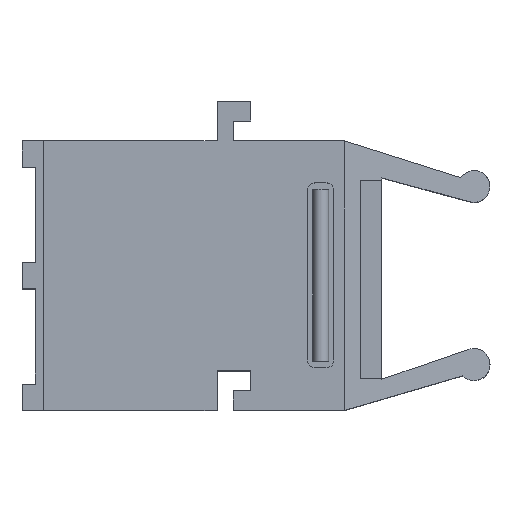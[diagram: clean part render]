
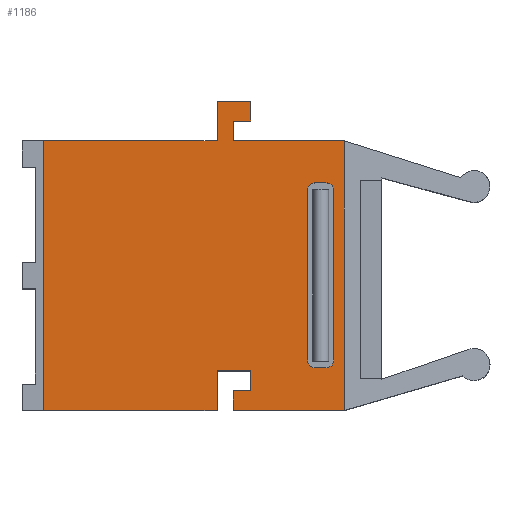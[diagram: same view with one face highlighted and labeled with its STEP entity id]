
A CAD part, top view. The second image highlights one B-rep face of the part: STEP entity #1186.
In plain terms, the highlighted planar face has unit normal (0, 0, 1).
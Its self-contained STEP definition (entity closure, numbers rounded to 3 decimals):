
#13=DIRECTION('',(0.,0.,1.));
#27=VECTOR('',#28,1.);
#28=DIRECTION('',(0.,1.,0.));
#34=VECTOR('',#35,1.);
#35=DIRECTION('',(1.,0.,0.));
#65=VECTOR('',#66,1.);
#66=DIRECTION('',(0.,-1.,0.));
#119=VECTOR('',#120,1.);
#120=DIRECTION('',(-1.,0.,0.));
#393=VERTEX_POINT('',#394);
#394=CARTESIAN_POINT('',(4.58,1.29,7.5));
#396=ORIENTED_EDGE('',*,*,#397,.T.);
#397=EDGE_CURVE('',#393,#398,#400,.T.);
#398=VERTEX_POINT('',#399);
#399=CARTESIAN_POINT('',(-2.,1.29,7.5));
#400=LINE('',#401,#119);
#401=CARTESIAN_POINT('',(1.29,1.29,7.5));
#425=VERTEX_POINT('',#426);
#426=CARTESIAN_POINT('',(4.58,2.79,7.5));
#428=ORIENTED_EDGE('',*,*,#429,.T.);
#429=EDGE_CURVE('',#425,#393,#430,.T.);
#430=LINE('',#431,#65);
#431=CARTESIAN_POINT('',(4.58,-3.105,7.5));
#456=VERTEX_POINT('',#457);
#457=CARTESIAN_POINT('',(5.85,2.79,7.5));
#459=ORIENTED_EDGE('',*,*,#460,.T.);
#460=EDGE_CURVE('',#456,#425,#461,.T.);
#461=LINE('',#462,#119);
#462=CARTESIAN_POINT('',(1.925,2.79,7.5));
#487=VERTEX_POINT('',#488);
#488=CARTESIAN_POINT('',(5.85,2.04,7.5));
#490=ORIENTED_EDGE('',*,*,#491,.T.);
#491=EDGE_CURVE('',#487,#456,#492,.T.);
#492=LINE('',#493,#27);
#493=CARTESIAN_POINT('',(5.85,-3.48,7.5));
#518=VERTEX_POINT('',#519);
#519=CARTESIAN_POINT('',(5.19,2.04,7.5));
#521=ORIENTED_EDGE('',*,*,#522,.T.);
#522=EDGE_CURVE('',#518,#487,#523,.T.);
#523=LINE('',#524,#34);
#524=CARTESIAN_POINT('',(1.595,2.04,7.5));
#549=VERTEX_POINT('',#550);
#550=CARTESIAN_POINT('',(5.19,1.29,7.5));
#552=ORIENTED_EDGE('',*,*,#553,.T.);
#553=EDGE_CURVE('',#549,#518,#554,.T.);
#554=LINE('',#555,#27);
#555=CARTESIAN_POINT('',(5.19,-3.855,7.5));
#580=VERTEX_POINT('',#581);
#581=CARTESIAN_POINT('',(9.4,1.29,7.5));
#583=ORIENTED_EDGE('',*,*,#584,.T.);
#584=EDGE_CURVE('',#580,#549,#585,.T.);
#585=LINE('',#586,#119);
#586=CARTESIAN_POINT('',(3.7,1.29,7.5));
#719=VERTEX_POINT('',#720);
#720=CARTESIAN_POINT('',(9.4,-8.91,7.5));
#791=VERTEX_POINT('',#792);
#792=CARTESIAN_POINT('',(5.19,-8.91,7.5));
#794=ORIENTED_EDGE('',*,*,#795,.T.);
#795=EDGE_CURVE('',#791,#719,#796,.T.);
#796=LINE('',#797,#34);
#797=CARTESIAN_POINT('',(1.595,-8.91,7.5));
#813=VERTEX_POINT('',#814);
#814=CARTESIAN_POINT('',(-2.,-8.91,7.5));
#819=ORIENTED_EDGE('',*,*,#820,.T.);
#820=EDGE_CURVE('',#813,#821,#823,.T.);
#821=VERTEX_POINT('',#822);
#822=CARTESIAN_POINT('',(4.58,-8.91,7.5));
#823=LINE('',#824,#34);
#824=CARTESIAN_POINT('',(-2.4,-8.91,7.5));
#836=VERTEX_POINT('',#837);
#837=CARTESIAN_POINT('',(5.19,-8.16,7.5));
#839=ORIENTED_EDGE('',*,*,#840,.T.);
#840=EDGE_CURVE('',#836,#791,#841,.T.);
#841=LINE('',#842,#65);
#842=CARTESIAN_POINT('',(5.19,-8.58,7.5));
#851=ORIENTED_EDGE('',*,*,#852,.T.);
#852=EDGE_CURVE('',#821,#853,#855,.T.);
#853=VERTEX_POINT('',#854);
#854=CARTESIAN_POINT('',(4.58,-7.41,7.5));
#855=LINE('',#856,#27);
#856=CARTESIAN_POINT('',(4.58,-8.955,7.5));
#868=VERTEX_POINT('',#869);
#869=CARTESIAN_POINT('',(5.85,-8.16,7.5));
#871=ORIENTED_EDGE('',*,*,#872,.T.);
#872=EDGE_CURVE('',#868,#836,#873,.T.);
#873=LINE('',#874,#119);
#874=CARTESIAN_POINT('',(1.925,-8.16,7.5));
#883=ORIENTED_EDGE('',*,*,#884,.T.);
#884=EDGE_CURVE('',#853,#885,#887,.T.);
#885=VERTEX_POINT('',#886);
#886=CARTESIAN_POINT('',(5.85,-7.41,7.5));
#887=LINE('',#888,#34);
#888=CARTESIAN_POINT('',(1.29,-7.41,7.5));
#899=ORIENTED_EDGE('',*,*,#900,.T.);
#900=EDGE_CURVE('',#885,#868,#901,.T.);
#901=LINE('',#902,#65);
#902=CARTESIAN_POINT('',(5.85,-8.205,7.5));
#1186=ADVANCED_FACE('',(#1187,#1197),#1253,.T.);
#1187=FACE_BOUND('',#1188,.T.);
#1188=EDGE_LOOP('',(#1189,#819,#851,#883,#899,#871,#839,#794,    #1193,#583,#552,#521,#490,#459,#428,#396));
#1189=ORIENTED_EDGE('',*,*,#1190,.F.);
#1190=EDGE_CURVE('',#813,#398,#1191,.T.);
#1191=LINE('',#1192,#27);
#1192=CARTESIAN_POINT('',(-2.,-9.,7.5));
#1193=ORIENTED_EDGE('',*,*,#1194,.T.);
#1194=EDGE_CURVE('',#719,#580,#1195,.T.);
#1195=LINE('',#1196,#27);
#1196=CARTESIAN_POINT('',(9.4,-11.,7.5));
#1197=FACE_BOUND('',#1198,.T.);
#1198=EDGE_LOOP('',(#1199,#1207,#1215,#1221,#1228,#1234,#1242,#1248));
#1199=ORIENTED_EDGE('',*,*,#1200,.F.);
#1200=EDGE_CURVE('',#1201,#1203,#1205,.T.);
#1201=VERTEX_POINT('',#1202);
#1202=CARTESIAN_POINT('',(8.7,-0.3,7.5));
#1203=VERTEX_POINT('',#1204);
#1204=CARTESIAN_POINT('',(8.3,-0.3,7.5));
#1205=LINE('',#1206,#119);
#1206=CARTESIAN_POINT('',(3.,-0.3,7.5));
#1207=ORIENTED_EDGE('',*,*,#1208,.T.);
#1208=EDGE_CURVE('',#1201,#1209,#1211,.T.);
#1209=VERTEX_POINT('',#1210);
#1210=CARTESIAN_POINT('',(9.,-0.6,7.5));
#1211=CIRCLE('',#1212,0.3);
#1212=AXIS2_PLACEMENT_3D('',#1213,#1214,#66);
#1213=CARTESIAN_POINT('',(8.7,-0.6,7.5));
#1214=DIRECTION('',(0.,0.,-1.));
#1215=ORIENTED_EDGE('',*,*,#1216,.F.);
#1216=EDGE_CURVE('',#1217,#1209,#1219,.T.);
#1217=VERTEX_POINT('',#1218);
#1218=CARTESIAN_POINT('',(9.,-7.,7.5));
#1219=LINE('',#1220,#27);
#1220=CARTESIAN_POINT('',(9.,-8.15,7.5));
#1221=ORIENTED_EDGE('',*,*,#1222,.T.);
#1222=EDGE_CURVE('',#1217,#1223,#1225,.T.);
#1223=VERTEX_POINT('',#1224);
#1224=CARTESIAN_POINT('',(8.7,-7.3,7.5));
#1225=CIRCLE('',#1226,0.3);
#1226=AXIS2_PLACEMENT_3D('',#1227,#1214,#66);
#1227=CARTESIAN_POINT('',(8.7,-7.,7.5));
#1228=ORIENTED_EDGE('',*,*,#1229,.T.);
#1229=EDGE_CURVE('',#1223,#1230,#1232,.T.);
#1230=VERTEX_POINT('',#1231);
#1231=CARTESIAN_POINT('',(8.3,-7.3,7.5));
#1232=LINE('',#1233,#119);
#1233=CARTESIAN_POINT('',(3.,-7.3,7.5));
#1234=ORIENTED_EDGE('',*,*,#1235,.F.);
#1235=EDGE_CURVE('',#1236,#1230,#1238,.T.);
#1236=VERTEX_POINT('',#1237);
#1237=CARTESIAN_POINT('',(8.,-7.,7.5));
#1238=CIRCLE('',#1239,0.3);
#1239=AXIS2_PLACEMENT_3D('',#1240,#1241,#66);
#1240=CARTESIAN_POINT('',(8.3,-7.,7.5));
#1241=DIRECTION('',(0.,0.,1.));
#1242=ORIENTED_EDGE('',*,*,#1243,.T.);
#1243=EDGE_CURVE('',#1236,#1244,#1246,.T.);
#1244=VERTEX_POINT('',#1245);
#1245=CARTESIAN_POINT('',(8.,-0.6,7.5));
#1246=LINE('',#1247,#27);
#1247=CARTESIAN_POINT('',(8.,-8.15,7.5));
#1248=ORIENTED_EDGE('',*,*,#1249,.F.);
#1249=EDGE_CURVE('',#1203,#1244,#1250,.T.);
#1250=CIRCLE('',#1251,0.3);
#1251=AXIS2_PLACEMENT_3D('',#1252,#1241,#66);
#1252=CARTESIAN_POINT('',(8.3,-0.6,7.5));
#1253=PLANE('',#1254);
#1254=AXIS2_PLACEMENT_3D('',#1192,#13,#35);
